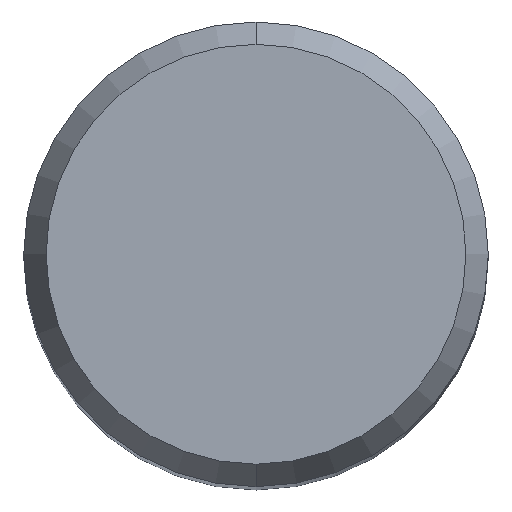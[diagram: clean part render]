
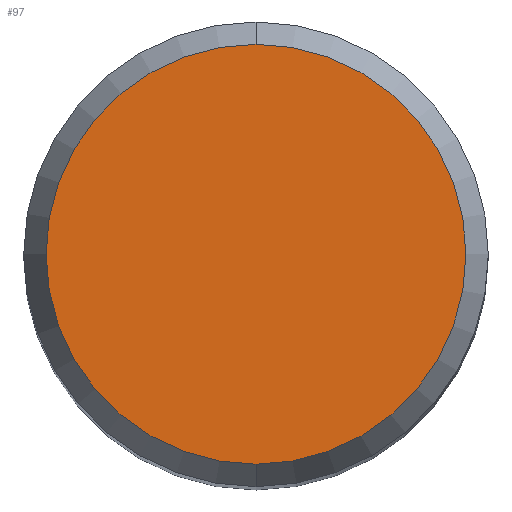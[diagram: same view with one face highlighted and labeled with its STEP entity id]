
A CAD part, top view. The second image highlights one B-rep face of the part: STEP entity #97.
In plain terms, the highlighted planar face has unit normal (0, 0, 1).
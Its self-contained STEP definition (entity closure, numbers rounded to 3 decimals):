
#91=EDGE_CURVE('',#167,#123,#219,.T.);
#97=ADVANCED_FACE('',(#225),#226,.T.);
#123=VERTEX_POINT('',#256);
#159=EDGE_CURVE('',#123,#167,#298,.T.);
#167=VERTEX_POINT('',#307);
#219=CIRCLE('',#354,4.304);
#225=FACE_OUTER_BOUND('',#361,.T.);
#226=PLANE('',#362);
#256=CARTESIAN_POINT('',(0.0,4.304,0.01));
#298=CIRCLE('',#448,4.304);
#307=CARTESIAN_POINT('',(0.,-4.304,0.01));
#354=AXIS2_PLACEMENT_3D('',#512,#513,#514);
#361=EDGE_LOOP('',(#519,#520));
#362=AXIS2_PLACEMENT_3D('',#521,#522,#523);
#448=AXIS2_PLACEMENT_3D('',#627,#628,#629);
#512=CARTESIAN_POINT('',(0.0,0.0,0.01));
#513=DIRECTION('',(0.0,0.0,-1.0));
#514=DIRECTION('',(0.0,1.0,0.0));
#519=ORIENTED_EDGE('',*,*,#159,.F.);
#520=ORIENTED_EDGE('',*,*,#91,.F.);
#521=CARTESIAN_POINT('',(0.0,2.152,0.01));
#522=DIRECTION('',(-0.0,0.0,1.0));
#523=DIRECTION('',(0.0,-1.0,0.0));
#627=CARTESIAN_POINT('',(0.0,0.0,0.01));
#628=DIRECTION('',(0.0,0.0,-1.0));
#629=DIRECTION('',(0.0,1.0,0.0));
